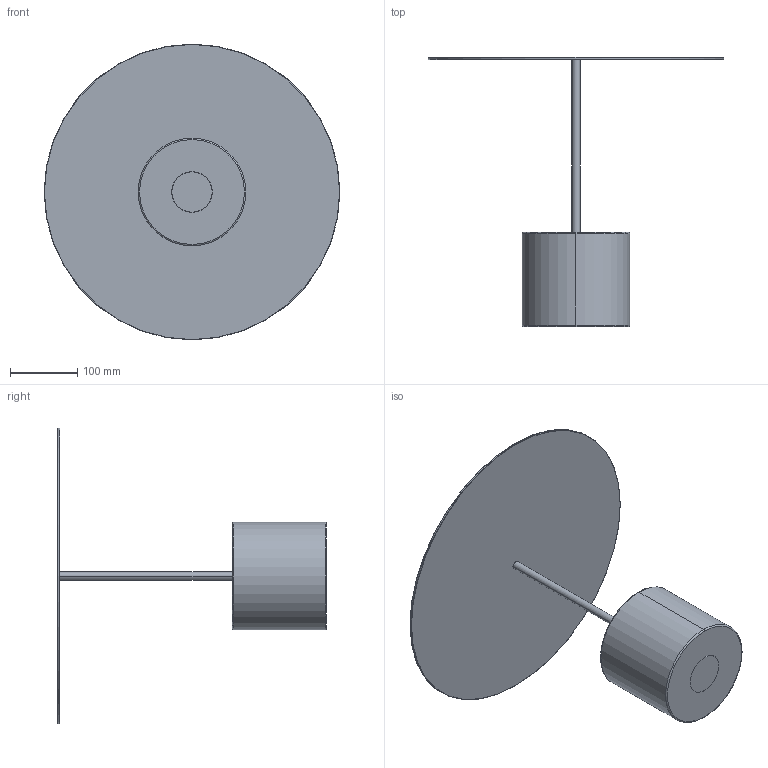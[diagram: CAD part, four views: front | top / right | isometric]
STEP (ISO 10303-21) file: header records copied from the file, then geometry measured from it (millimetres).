
FILE_DESCRIPTION (( 'STEP AP203' ), '1' );
FILE_NAME ('CalibreTable_Low table_20180724.STEP', '2018-07-24T11:52:05', ( '' ), ( '' ), 'SwSTEP 2.0', 'SolidWorks 2012', '' );
FILE_SCHEMA (( 'CONFIG_CONTROL_DESIGN' ));
Length unit declared in the file: millimetre
Products named in the file (1): CalibreTable_Low table_20180724
Bounding box: 440 x 400.01 x 440 mm (x, y, z)
Volume: 3298720 mm3; surface area: 444167.2 mm2
Topology: 4 solids, 4 shells, 31 faces, 56 edges, 34 vertices
Faces by surface type: cylinder 12, torus 10, plane 9
Entity records: 849 total; most frequent: DIRECTION 164, CARTESIAN_POINT 122, ORIENTED_EDGE 112, AXIS2_PLACEMENT_3D 76, EDGE_CURVE 56, CIRCLE 44, VERTEX_POINT 34, EDGE_LOOP 34
